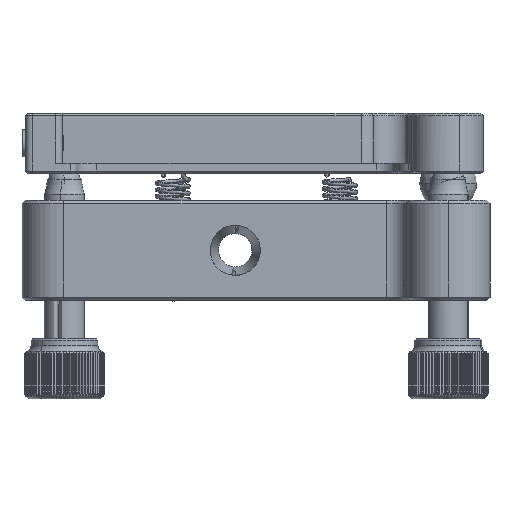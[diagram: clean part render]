
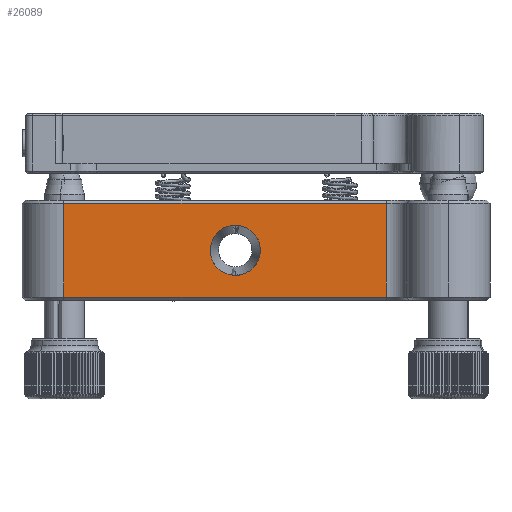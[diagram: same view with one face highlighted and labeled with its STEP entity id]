
A CAD part, left-side view. The second image highlights one B-rep face of the part: STEP entity #26089.
In plain terms, the highlighted planar face has unit normal (-1, 0, 0).
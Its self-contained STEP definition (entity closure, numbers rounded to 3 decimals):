
#21 = VERTEX_POINT ( 'NONE', #33887 ) ;
#446 = CARTESIAN_POINT ( 'NONE',  ( -12.5, 41.099, 9.805 ) ) ;
#636 = CARTESIAN_POINT ( 'NONE',  ( -12.5, 38.1, 3.75 ) ) ;
#710 = CARTESIAN_POINT ( 'NONE',  ( -12.5, 39.082, 11.152 ) ) ;
#1516 = EDGE_CURVE ( 'NONE', #21563, #21498, #33115, .T. ) ;
#1755 = CARTESIAN_POINT ( 'NONE',  ( -12.5, 38.1, 3.75 ) ) ;
#2737 = CARTESIAN_POINT ( 'NONE',  ( -12.5, 31.583, 14.5 ) ) ;
#3846 = CARTESIAN_POINT ( 'NONE',  ( -12.5, 34.823, 5.611 ) ) ;
#5606 = CARTESIAN_POINT ( 'NONE',  ( -12.5, 15.5, 5.167 ) ) ;
#6521 = AXIS2_PLACEMENT_3D ( 'NONE', #48165, #31366, #6929 ) ;
#6664 = FACE_BOUND ( 'NONE', #25008, .T. ) ;
#6929 = DIRECTION ( 'NONE',  ( 0., 1., 0. ) ) ;
#7838 = CARTESIAN_POINT ( 'NONE',  ( -12.5, 37.609, 3.75 ) ) ;
#9372 = EDGE_LOOP ( 'NONE', ( #28037, #18754, #45822, #27002 ) ) ;
#9648 = B_SPLINE_CURVE_WITH_KNOTS ( 'NONE', 3,
 ( #22318, #17797, #30280, #46020 ),
 .UNSPECIFIED., .F., .F.,
 ( 4, 4 ),
 ( 0., 1. ),
 .UNSPECIFIED. ) ;
#9717 = B_SPLINE_CURVE_WITH_KNOTS ( 'NONE', 3,
 ( #22705, #18979, #2737, #14439 ),
 .UNSPECIFIED., .F., .F.,
 ( 4, 4 ),
 ( 0., 1. ),
 .UNSPECIFIED. ) ;
#9738 = CARTESIAN_POINT ( 'NONE',  ( -12.5, 41.377, 5.611 ) ) ;
#12053 = CARTESIAN_POINT ( 'NONE',  ( -12.5, 38.1, 11.25 ) ) ;
#12325 = CARTESIAN_POINT ( 'NONE',  ( -12.5, 38.1, 11.25 ) ) ;
#12840 = CARTESIAN_POINT ( 'NONE',  ( -12.5, 34.448, 8.482 ) ) ;
#12922 = CARTESIAN_POINT ( 'NONE',  ( -12.5, 41.85, 7.991 ) ) ;
#13715 = CARTESIAN_POINT ( 'NONE',  ( -12.5, 38.591, 11.25 ) ) ;
#14252 = CARTESIAN_POINT ( 'NONE',  ( -12.5, 40.405, 4.501 ) ) ;
#14439 = CARTESIAN_POINT ( 'NONE',  ( -12.5, 15.5, 14.5 ) ) ;
#15009 = EDGE_CURVE ( 'NONE', #21498, #21, #9717, .T. ) ;
#16338 = CARTESIAN_POINT ( 'NONE',  ( -12.5, 35.101, 9.805 ) ) ;
#16593 = CARTESIAN_POINT ( 'NONE',  ( -12.5, 37.118, 3.848 ) ) ;
#16858 = CARTESIAN_POINT ( 'NONE',  ( -12.5, 36.211, 10.777 ) ) ;
#16939 = CARTESIAN_POINT ( 'NONE',  ( -12.5, 40.405, 10.499 ) ) ;
#17119 = CARTESIAN_POINT ( 'NONE',  ( -12.5, 34.823, 9.389 ) ) ;
#17797 = CARTESIAN_POINT ( 'NONE',  ( -12.5, 47.667, 0.5 ) ) ;
#18754 = ORIENTED_EDGE ( 'NONE', *, *, #1516, .F. ) ;
#18901 = PLANE ( 'NONE',  #6521 ) ;
#18979 = CARTESIAN_POINT ( 'NONE',  ( -12.5, 47.667, 14.5 ) ) ;
#20081 = CARTESIAN_POINT ( 'NONE',  ( -12.5, 36.211, 4.223 ) ) ;
#20667 = CARTESIAN_POINT ( 'NONE',  ( -12.5, 39.989, 10.777 ) ) ;
#20934 = CARTESIAN_POINT ( 'NONE',  ( -12.5, 38.1, 11.25 ) ) ;
#21333 = CARTESIAN_POINT ( 'NONE',  ( -12.5, 63.75, 14.5 ) ) ;
#21498 = VERTEX_POINT ( 'NONE', #51742 ) ;
#21563 = VERTEX_POINT ( 'NONE', #36012 ) ;
#22318 = CARTESIAN_POINT ( 'NONE',  ( -12.5, 63.75, 0.5 ) ) ;
#22589 = B_SPLINE_CURVE_WITH_KNOTS ( 'NONE', 3,
 ( #20934, #13715, #710, #20667, #16939, #446, #36901, #32896, #12922, #49147, #45161, #9738, #38743, #14252, #46468, #26230, #25968, #1755 ),
 .UNSPECIFIED., .F., .F.,
 ( 4, 2, 2, 2, 2, 2, 2, 2, 4 ),
 ( 0., 0.125, 0.25, 0.375, 0.5, 0.625, 0.75, 0.875, 1. ),
 .UNSPECIFIED. ) ;
#22705 = CARTESIAN_POINT ( 'NONE',  ( -12.5, 63.75, 14.5 ) ) ;
#23248 = ORIENTED_EDGE ( 'NONE', *, *, #39869, .F. ) ;
#24066 = CARTESIAN_POINT ( 'NONE',  ( -12.5, 34.448, 6.518 ) ) ;
#25008 = EDGE_LOOP ( 'NONE', ( #23248, #48512 ) ) ;
#25088 = CARTESIAN_POINT ( 'NONE',  ( -12.5, 35.101, 5.195 ) ) ;
#25968 = CARTESIAN_POINT ( 'NONE',  ( -12.5, 38.591, 3.75 ) ) ;
#26089 = ADVANCED_FACE ( 'NONE', ( #31888, #6664 ), #18901, .F. ) ;
#26141 = B_SPLINE_CURVE_WITH_KNOTS ( 'NONE', 3,
 ( #51244, #7838, #16593, #20081, #37086, #25088, #3846, #24066, #49326, #32814, #12840, #17119, #16338, #41339, #16858, #48817, #44573, #12325 ),
 .UNSPECIFIED., .F., .F.,
 ( 4, 2, 2, 2, 2, 2, 2, 2, 4 ),
 ( 0., 0.125, 0.25, 0.375, 0.5, 0.625, 0.75, 0.875, 1. ),
 .UNSPECIFIED. ) ;
#26230 = CARTESIAN_POINT ( 'NONE',  ( -12.5, 39.082, 3.848 ) ) ;
#27002 = ORIENTED_EDGE ( 'NONE', *, *, #35271, .T. ) ;
#27297 = EDGE_CURVE ( 'NONE', #21563, #28797, #9648, .T. ) ;
#28037 = ORIENTED_EDGE ( 'NONE', *, *, #15009, .F. ) ;
#28797 = VERTEX_POINT ( 'NONE', #33117 ) ;
#29167 = VERTEX_POINT ( 'NONE', #12053 ) ;
#30280 = CARTESIAN_POINT ( 'NONE',  ( -12.5, 31.583, 0.5 ) ) ;
#31366 = DIRECTION ( 'NONE',  ( 1., 0., 0. ) ) ;
#31888 = FACE_OUTER_BOUND ( 'NONE', #9372, .T. ) ;
#32509 = CARTESIAN_POINT ( 'NONE',  ( -12.5, 63.75, 0.5 ) ) ;
#32814 = CARTESIAN_POINT ( 'NONE',  ( -12.5, 34.35, 7.991 ) ) ;
#32896 = CARTESIAN_POINT ( 'NONE',  ( -12.5, 41.752, 8.482 ) ) ;
#33115 = B_SPLINE_CURVE_WITH_KNOTS ( 'NONE', 3,
 ( #32509, #36788, #49546, #21333 ),
 .UNSPECIFIED., .F., .F.,
 ( 4, 4 ),
 ( 0., 1. ),
 .UNSPECIFIED. ) ;
#33117 = CARTESIAN_POINT ( 'NONE',  ( -12.5, 15.5, 0.5 ) ) ;
#33887 = CARTESIAN_POINT ( 'NONE',  ( -12.5, 15.5, 14.5 ) ) ;
#35271 = EDGE_CURVE ( 'NONE', #28797, #21, #38043, .T. ) ;
#36012 = CARTESIAN_POINT ( 'NONE',  ( -12.5, 63.75, 0.5 ) ) ;
#36788 = CARTESIAN_POINT ( 'NONE',  ( -12.5, 63.75, 5.167 ) ) ;
#36901 = CARTESIAN_POINT ( 'NONE',  ( -12.5, 41.377, 9.389 ) ) ;
#37086 = CARTESIAN_POINT ( 'NONE',  ( -12.5, 35.795, 4.501 ) ) ;
#38043 = B_SPLINE_CURVE_WITH_KNOTS ( 'NONE', 3,
 ( #46052, #5606, #41527, #40994 ),
 .UNSPECIFIED., .F., .F.,
 ( 4, 4 ),
 ( 0., 1. ),
 .UNSPECIFIED. ) ;
#38743 = CARTESIAN_POINT ( 'NONE',  ( -12.5, 41.099, 5.195 ) ) ;
#39869 = EDGE_CURVE ( 'NONE', #51351, #29167, #26141, .T. ) ;
#40994 = CARTESIAN_POINT ( 'NONE',  ( -12.5, 15.5, 14.5 ) ) ;
#41339 = CARTESIAN_POINT ( 'NONE',  ( -12.5, 35.795, 10.499 ) ) ;
#41527 = CARTESIAN_POINT ( 'NONE',  ( -12.5, 15.5, 9.833 ) ) ;
#44573 = CARTESIAN_POINT ( 'NONE',  ( -12.5, 37.609, 11.25 ) ) ;
#45161 = CARTESIAN_POINT ( 'NONE',  ( -12.5, 41.752, 6.518 ) ) ;
#45822 = ORIENTED_EDGE ( 'NONE', *, *, #27297, .T. ) ;
#46020 = CARTESIAN_POINT ( 'NONE',  ( -12.5, 15.5, 0.5 ) ) ;
#46052 = CARTESIAN_POINT ( 'NONE',  ( -12.5, 15.5, 0.5 ) ) ;
#46468 = CARTESIAN_POINT ( 'NONE',  ( -12.5, 39.989, 4.223 ) ) ;
#48165 = CARTESIAN_POINT ( 'NONE',  ( -12.5, 63.75, 15. ) ) ;
#48512 = ORIENTED_EDGE ( 'NONE', *, *, #48834, .F. ) ;
#48817 = CARTESIAN_POINT ( 'NONE',  ( -12.5, 37.118, 11.152 ) ) ;
#48834 = EDGE_CURVE ( 'NONE', #29167, #51351, #22589, .T. ) ;
#49147 = CARTESIAN_POINT ( 'NONE',  ( -12.5, 41.85, 7.009 ) ) ;
#49326 = CARTESIAN_POINT ( 'NONE',  ( -12.5, 34.35, 7.009 ) ) ;
#49546 = CARTESIAN_POINT ( 'NONE',  ( -12.5, 63.75, 9.833 ) ) ;
#51244 = CARTESIAN_POINT ( 'NONE',  ( -12.5, 38.1, 3.75 ) ) ;
#51351 = VERTEX_POINT ( 'NONE', #636 ) ;
#51742 = CARTESIAN_POINT ( 'NONE',  ( -12.5, 63.75, 14.5 ) ) ;
